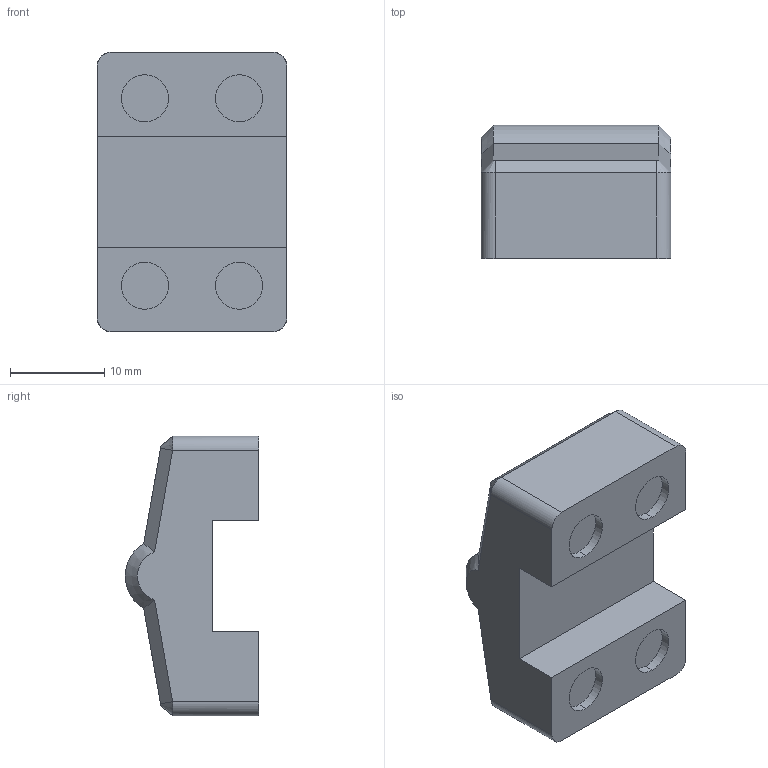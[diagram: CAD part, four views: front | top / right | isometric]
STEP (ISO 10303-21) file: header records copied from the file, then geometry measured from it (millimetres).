
FILE_DESCRIPTION (( 'STEP AP203' ), '1' );
FILE_NAME ('FIBOX_THA.STEP', '2005-06-30T10:57:32', ( ' ' ), ( ' ' ), 'SwSTEP 2.0', 'SolidWorks 2005143', '' );
FILE_SCHEMA (( 'CONFIG_CONTROL_DESIGN' ));
Length unit declared in the file: millimetre
Products named in the file (1): FIBOX_THA
Bounding box: 20.15 x 14.2 x 29.7 mm (x, y, z)
Volume: 5715.6 mm3; surface area: 2390.4 mm2
Topology: 1 solids, 1 shells, 40 faces, 90 edges, 56 vertices
Faces by surface type: plane 21, cylinder 13, bspline 4, cone 2
Entity records: 1271 total; most frequent: CARTESIAN_POINT 331, ORIENTED_EDGE 180, DIRECTION 168, EDGE_CURVE 90, AXIS2_PLACEMENT_3D 61, VERTEX_POINT 56, VECTOR 46, LINE 46
